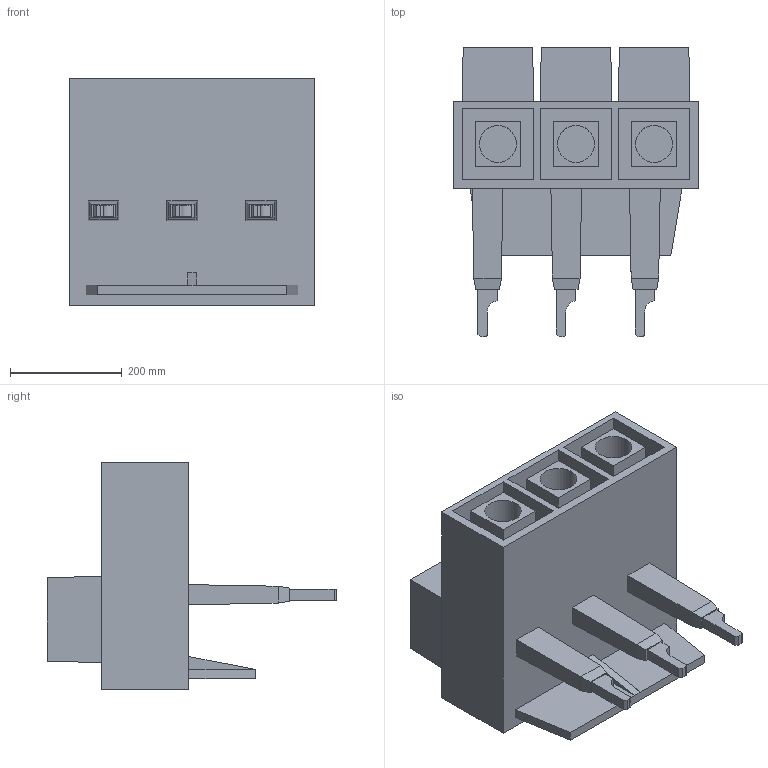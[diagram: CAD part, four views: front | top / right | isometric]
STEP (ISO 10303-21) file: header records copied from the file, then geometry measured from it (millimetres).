
FILE_DESCRIPTION((' '),'2;1');
FILE_NAME('KT7-32-A3E_3D.stp','2012-04-03T14:51:38',(' '),(' '),' ','ACIS',' ');
FILE_SCHEMA(('CONFIG_CONTROL_DESIGN'));
Length unit declared in the file: millimetre
Products named in the file (5): KT7-32-A3E_3D.stp; Body1; Body2; Body3; Body4
Assembly tree (4 placements, depth 2):
  KT7-32-A3E_3D.stp
    Body1
    Body2
    Body3
    Body4
Bounding box: 440 x 519.6 x 408 mm (x, y, z)
Volume: 28665821.7 mm3; surface area: 1370859.8 mm2
Topology: 4 solids, 4 shells, 138 faces, 319 edges, 208 vertices
Faces by surface type: plane 128, cylinder 9, bspline 1
Full cylindrical faces by diameter (mm): 66 x3
Entity records: 4490 total; most frequent: CARTESIAN_POINT 674, ORIENTED_EDGE 632, DIRECTION 626, EDGE_CURVE 316, VECTOR 298, LINE 298, VERTEX_POINT 208, AXIS2_PLACEMENT_3D 164
